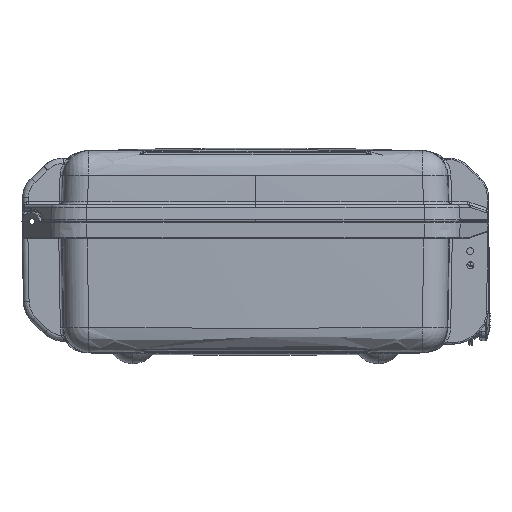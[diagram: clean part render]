
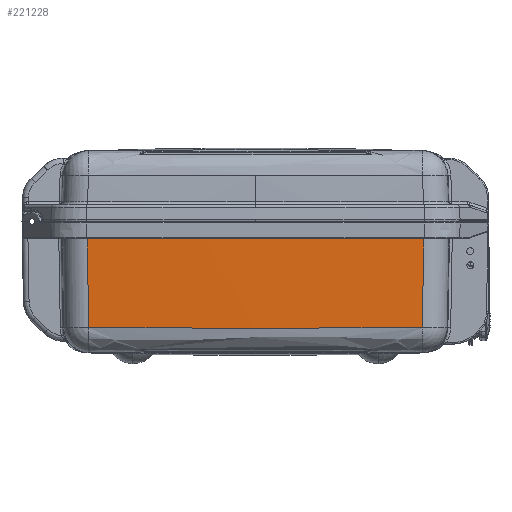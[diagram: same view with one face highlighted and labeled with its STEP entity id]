
A CAD part, left-side view. The second image highlights one B-rep face of the part: STEP entity #221228.
In plain terms, the highlighted conical face has half-angle 1 degrees and reference radius 5900.38 mm.
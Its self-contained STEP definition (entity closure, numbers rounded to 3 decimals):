
#601 = B_SPLINE_CURVE_WITH_KNOTS ( 'NONE', 3,
 ( #183151, #11000, #3405, #199143, #124239 ),
 .UNSPECIFIED., .F., .F.,
 ( 4, 1, 4 ),
 ( 0., 0.5, 1. ),
 .UNSPECIFIED. ) ;
#1403 = CONICAL_SURFACE ( 'NONE', #146878, 5900.384, 0.017 ) ;
#3405 = CARTESIAN_POINT ( 'NONE',  ( -196.982, -59.177, -75.627 ) ) ;
#7846 = ORIENTED_EDGE ( 'NONE', *, *, #107989, .T. ) ;
#11000 = CARTESIAN_POINT ( 'NONE',  ( -197.179, -19.726, -75.68 ) ) ;
#13640 = CARTESIAN_POINT ( 'NONE',  ( -197.179, 0., -75.68 ) ) ;
#14144 = CARTESIAN_POINT ( 'NONE',  ( -196.401, 118.75, -51.759 ) ) ;
#14943 = DIRECTION ( 'NONE',  ( 0., 0., 1. ) ) ;
#31939 = EDGE_LOOP ( 'NONE', ( #53471, #172988, #62901, #7846, #158856 ) ) ;
#33189 = DIRECTION ( 'NONE',  ( -1., 0.02, 0. ) ) ;
#34796 = CARTESIAN_POINT ( 'NONE',  ( -195.997, -118.344, -75.397 ) ) ;
#36998 = VERTEX_POINT ( 'NONE', #149752 ) ;
#40362 = EDGE_CURVE ( 'NONE', #98226, #116556, #121109, .T. ) ;
#44018 = FACE_OUTER_BOUND ( 'NONE', #31939, .T. ) ;
#45722 = EDGE_CURVE ( 'NONE', #36998, #162271, #141942, .T. ) ;
#53471 = ORIENTED_EDGE ( 'NONE', *, *, #40362, .T. ) ;
#55932 = CARTESIAN_POINT ( 'NONE',  ( -197.21, -119.562, -4.483 ) ) ;
#58858 = CARTESIAN_POINT ( 'NONE',  ( 5702.583, 0., -40.079 ) ) ;
#62901 = ORIENTED_EDGE ( 'NONE', *, *, #45722, .T. ) ;
#69673 = CARTESIAN_POINT ( 'NONE',  ( -195.997, -118.344, -75.397 ) ) ;
#77306 = EDGE_CURVE ( 'NONE', #36998, #116556, #90240, .T. ) ;
#90240 = CIRCLE ( 'NONE', #97545, 5901.005 ) ;
#95853 = EDGE_CURVE ( 'NONE', #159412, #98226, #601, .T. ) ;
#97545 = AXIS2_PLACEMENT_3D ( 'NONE', #172219, #14943, #33189 ) ;
#98226 = VERTEX_POINT ( 'NONE', #34796 ) ;
#104056 = CARTESIAN_POINT ( 'NONE',  ( -197.179, 0., -75.68 ) ) ;
#105357 = CARTESIAN_POINT ( 'NONE',  ( -195.997, 118.344, -75.397 ) ) ;
#106071 = CARTESIAN_POINT ( 'NONE',  ( -196.806, -119.156, -28.121 ) ) ;
#107989 = EDGE_CURVE ( 'NONE', #162271, #159412, #174680, .T. ) ;
#109005 = DIRECTION ( 'NONE',  ( 0., 0., 1. ) ) ;
#113505 = DIRECTION ( 'NONE',  ( 1., 0., 0. ) ) ;
#116556 = VERTEX_POINT ( 'NONE', #199717 ) ;
#121109 = B_SPLINE_CURVE_WITH_KNOTS ( 'NONE', 3,
 ( #69673, #212124, #106071, #55932 ),
 .UNSPECIFIED., .F., .F.,
 ( 4, 4 ),
 ( 0., 1. ),
 .UNSPECIFIED. ) ;
#124239 = CARTESIAN_POINT ( 'NONE',  ( -195.997, -118.344, -75.397 ) ) ;
#137852 = CARTESIAN_POINT ( 'NONE',  ( -196.785, 78.901, -75.558 ) ) ;
#141942 = B_SPLINE_CURVE_WITH_KNOTS ( 'NONE', 3,
 ( #201162, #149831, #14144, #171427 ),
 .UNSPECIFIED., .F., .F.,
 ( 4, 4 ),
 ( 0., 1. ),
 .UNSPECIFIED. ) ;
#146878 = AXIS2_PLACEMENT_3D ( 'NONE', #58858, #109005, #113505 ) ;
#149752 = CARTESIAN_POINT ( 'NONE',  ( -197.21, 119.562, -4.483 ) ) ;
#149831 = CARTESIAN_POINT ( 'NONE',  ( -196.806, 119.156, -28.121 ) ) ;
#158856 = ORIENTED_EDGE ( 'NONE', *, *, #95853, .T. ) ;
#159412 = VERTEX_POINT ( 'NONE', #104056 ) ;
#162271 = VERTEX_POINT ( 'NONE', #105357 ) ;
#169798 = CARTESIAN_POINT ( 'NONE',  ( -197.179, 39.451, -75.681 ) ) ;
#171427 = CARTESIAN_POINT ( 'NONE',  ( -195.997, 118.344, -75.397 ) ) ;
#172219 = CARTESIAN_POINT ( 'NONE',  ( 5702.583, 0., -4.483 ) ) ;
#172988 = ORIENTED_EDGE ( 'NONE', *, *, #77306, .F. ) ;
#174680 = B_SPLINE_CURVE_WITH_KNOTS ( 'NONE', 3,
 ( #204029, #137852, #169798, #13640 ),
 .UNSPECIFIED., .F., .F.,
 ( 4, 4 ),
 ( 0., 1. ),
 .UNSPECIFIED. ) ;
#183151 = CARTESIAN_POINT ( 'NONE',  ( -197.179, 0., -75.68 ) ) ;
#199143 = CARTESIAN_POINT ( 'NONE',  ( -196.391, -98.622, -75.478 ) ) ;
#199717 = CARTESIAN_POINT ( 'NONE',  ( -197.21, -119.562, -4.483 ) ) ;
#201162 = CARTESIAN_POINT ( 'NONE',  ( -197.21, 119.562, -4.483 ) ) ;
#204029 = CARTESIAN_POINT ( 'NONE',  ( -195.997, 118.344, -75.397 ) ) ;
#212124 = CARTESIAN_POINT ( 'NONE',  ( -196.401, -118.75, -51.759 ) ) ;
#221228 = ADVANCED_FACE ( 'NONE', ( #44018 ), #1403, .T. ) ;
